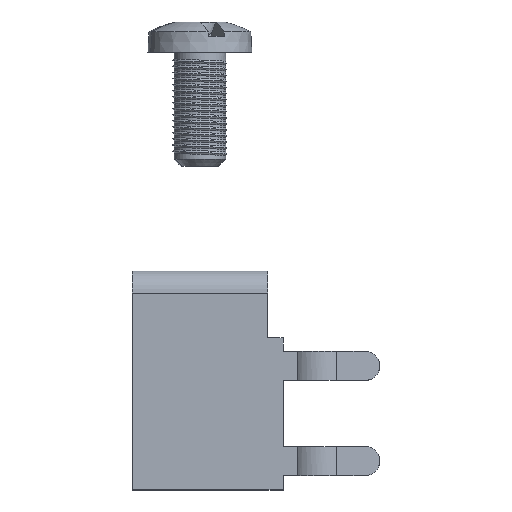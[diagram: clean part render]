
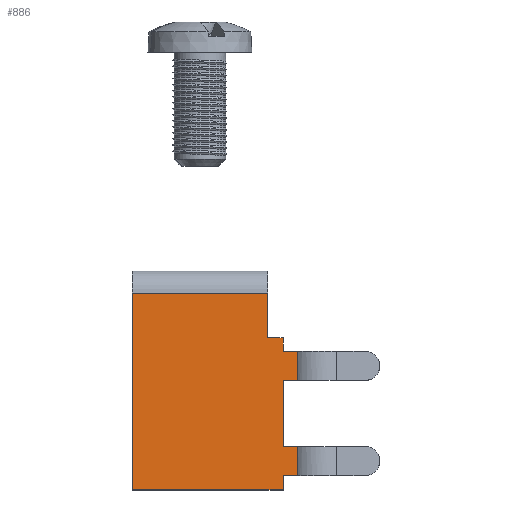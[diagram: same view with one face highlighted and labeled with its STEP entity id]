
A CAD part, left-side view. The second image highlights one B-rep face of the part: STEP entity #886.
In plain terms, the highlighted planar face has unit normal (-1, 0, 0.029).
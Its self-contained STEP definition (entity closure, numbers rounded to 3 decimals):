
#867 = VERTEX_POINT ( 'NONE', #7638 ) ;
#882 = EDGE_CURVE ( 'NONE', #883, #867, #7695, .T. ) ;
#883 = VERTEX_POINT ( 'NONE', #7691 ) ;
#886 = ADVANCED_FACE ( 'NONE', ( #7685 ), #7723, .T. ) ;
#892 = ORIENTED_EDGE ( 'NONE', *, *, #882, .T. ) ;
#893 = ORIENTED_EDGE ( 'NONE', *, *, #894, .T. ) ;
#894 = EDGE_CURVE ( 'NONE', #867, #895, #7704, .T. ) ;
#895 = VERTEX_POINT ( 'NONE', #7754 ) ;
#896 = ORIENTED_EDGE ( 'NONE', *, *, #897, .T. ) ;
#897 = EDGE_CURVE ( 'NONE', #895, #898, #7753, .T. ) ;
#898 = VERTEX_POINT ( 'NONE', #7749 ) ;
#906 = ORIENTED_EDGE ( 'NONE', *, *, #907, .T. ) ;
#907 = EDGE_CURVE ( 'NONE', #898, #908, #7737, .T. ) ;
#908 = VERTEX_POINT ( 'NONE', #7733 ) ;
#909 = ORIENTED_EDGE ( 'NONE', *, *, #910, .T. ) ;
#910 = EDGE_CURVE ( 'NONE', #908, #911, #7732, .T. ) ;
#911 = VERTEX_POINT ( 'NONE', #7728 ) ;
#912 = ORIENTED_EDGE ( 'NONE', *, *, #913, .T. ) ;
#913 = EDGE_CURVE ( 'NONE', #911, #914, #7727, .T. ) ;
#914 = VERTEX_POINT ( 'NONE', #7778 ) ;
#915 = ORIENTED_EDGE ( 'NONE', *, *, #930, .T. ) ;
#930 = EDGE_CURVE ( 'NONE', #914, #931, #7842, .T. ) ;
#931 = VERTEX_POINT ( 'NONE', #7838 ) ;
#932 = ORIENTED_EDGE ( 'NONE', *, *, #933, .T. ) ;
#933 = EDGE_CURVE ( 'NONE', #931, #987, #7837, .T. ) ;
#946 = EDGE_LOOP ( 'NONE', ( #892, #893, #896, #906, #909, #912, #915, #932, #988, #991, #1069, #1031, #1071, #1222 ) ) ;
#987 = VERTEX_POINT ( 'NONE', #8012 ) ;
#988 = ORIENTED_EDGE ( 'NONE', *, *, #989, .T. ) ;
#989 = EDGE_CURVE ( 'NONE', #987, #990, #8070, .T. ) ;
#990 = VERTEX_POINT ( 'NONE', #8066 ) ;
#991 = ORIENTED_EDGE ( 'NONE', *, *, #992, .T. ) ;
#992 = EDGE_CURVE ( 'NONE', #990, #993, #8065, .T. ) ;
#993 = VERTEX_POINT ( 'NONE', #8061 ) ;
#1031 = ORIENTED_EDGE ( 'NONE', *, *, #1032, .T. ) ;
#1032 = EDGE_CURVE ( 'NONE', #1221, #1070, #8141, .T. ) ;
#1035 = VERTEX_POINT ( 'NONE', #8132 ) ;
#1069 = ORIENTED_EDGE ( 'NONE', *, *, #1220, .T. ) ;
#1070 = VERTEX_POINT ( 'NONE', #8271 ) ;
#1071 = ORIENTED_EDGE ( 'NONE', *, *, #1072, .F. ) ;
#1072 = EDGE_CURVE ( 'NONE', #1035, #1070, #8270, .T. ) ;
#1166 = EDGE_CURVE ( 'NONE', #1035, #883, #8549, .T. ) ;
#1220 = EDGE_CURVE ( 'NONE', #993, #1221, #8659, .T. ) ;
#1221 = VERTEX_POINT ( 'NONE', #8655 ) ;
#1222 = ORIENTED_EDGE ( 'NONE', *, *, #1166, .T. ) ;
#6618 = DIRECTION ( 'NONE',  ( 0.03, 0., 1. ) ) ;
#7638 = CARTESIAN_POINT ( 'NONE',  ( -0.966, -2.139, -7.091 ) ) ;
#7685 = FACE_OUTER_BOUND ( 'NONE', #946, .T. ) ;
#7691 = CARTESIAN_POINT ( 'NONE',  ( -0.966, 5.785, -7.091 ) ) ;
#7692 = DIRECTION ( 'NONE',  ( 0., -1., 0. ) ) ;
#7693 = VECTOR ( 'NONE', #7692, 1000. ) ;
#7694 = CARTESIAN_POINT ( 'NONE',  ( -0.966, 5.785, -7.091 ) ) ;
#7695 = LINE ( 'NONE', #7694, #7693 ) ;
#7702 = VECTOR ( 'NONE', #6618, 1000. ) ;
#7703 = CARTESIAN_POINT ( 'NONE',  ( -0.661, -2.139, 3.232 ) ) ;
#7704 = LINE ( 'NONE', #7703, #7702 ) ;
#7719 = DIRECTION ( 'NONE',  ( 0.03, 0., 1. ) ) ;
#7720 = DIRECTION ( 'NONE',  ( -1., 0., 0.03 ) ) ;
#7721 = CARTESIAN_POINT ( 'NONE',  ( -0.661, 5.785, 3.232 ) ) ;
#7722 = AXIS2_PLACEMENT_3D ( 'NONE', #7721, #7720, #7719 ) ;
#7723 = PLANE ( 'NONE',  #7722 ) ;
#7724 = DIRECTION ( 'NONE',  ( 0.03, 0., 1. ) ) ;
#7725 = VECTOR ( 'NONE', #7724, 1000. ) ;
#7726 = CARTESIAN_POINT ( 'NONE',  ( -0.661, -2.139, 3.232 ) ) ;
#7727 = LINE ( 'NONE', #7726, #7725 ) ;
#7728 = CARTESIAN_POINT ( 'NONE',  ( -0.899, -2.139, -4.835 ) ) ;
#7729 = DIRECTION ( 'NONE',  ( 0., 1., 0. ) ) ;
#7730 = VECTOR ( 'NONE', #7729, 1000. ) ;
#7731 = CARTESIAN_POINT ( 'NONE',  ( -0.899, 5.785, -4.835 ) ) ;
#7732 = LINE ( 'NONE', #7731, #7730 ) ;
#7733 = CARTESIAN_POINT ( 'NONE',  ( -0.899, -2.91, -4.835 ) ) ;
#7734 = DIRECTION ( 'NONE',  ( 0.03, 0., 1. ) ) ;
#7735 = VECTOR ( 'NONE', #7734, 1000. ) ;
#7736 = CARTESIAN_POINT ( 'NONE',  ( -0.661, -2.91, 3.232 ) ) ;
#7737 = LINE ( 'NONE', #7736, #7735 ) ;
#7749 = CARTESIAN_POINT ( 'NONE',  ( -0.944, -2.91, -6.359 ) ) ;
#7750 = DIRECTION ( 'NONE',  ( 0., -1., 0. ) ) ;
#7751 = VECTOR ( 'NONE', #7750, 1000. ) ;
#7752 = CARTESIAN_POINT ( 'NONE',  ( -0.944, 5.785, -6.359 ) ) ;
#7753 = LINE ( 'NONE', #7752, #7751 ) ;
#7754 = CARTESIAN_POINT ( 'NONE',  ( -0.944, -2.139, -6.359 ) ) ;
#7778 = CARTESIAN_POINT ( 'NONE',  ( -0.797, -2.139, -1.355 ) ) ;
#7834 = DIRECTION ( 'NONE',  ( 0.03, 0., 1. ) ) ;
#7835 = VECTOR ( 'NONE', #7834, 1000. ) ;
#7836 = CARTESIAN_POINT ( 'NONE',  ( -0.661, -2.91, 3.232 ) ) ;
#7837 = LINE ( 'NONE', #7836, #7835 ) ;
#7838 = CARTESIAN_POINT ( 'NONE',  ( -0.797, -2.91, -1.355 ) ) ;
#7839 = DIRECTION ( 'NONE',  ( 0., -1., 0. ) ) ;
#7840 = VECTOR ( 'NONE', #7839, 1000. ) ;
#7841 = CARTESIAN_POINT ( 'NONE',  ( -0.797, 5.785, -1.355 ) ) ;
#7842 = LINE ( 'NONE', #7841, #7840 ) ;
#8012 = CARTESIAN_POINT ( 'NONE',  ( -0.752, -2.91, 0.169 ) ) ;
#8061 = CARTESIAN_POINT ( 'NONE',  ( -0.73, -2.139, 0.885 ) ) ;
#8062 = DIRECTION ( 'NONE',  ( 0.03, 0., 1. ) ) ;
#8063 = VECTOR ( 'NONE', #8062, 1000. ) ;
#8064 = CARTESIAN_POINT ( 'NONE',  ( -0.661, -2.139, 3.232 ) ) ;
#8065 = LINE ( 'NONE', #8064, #8063 ) ;
#8066 = CARTESIAN_POINT ( 'NONE',  ( -0.752, -2.139, 0.169 ) ) ;
#8067 = DIRECTION ( 'NONE',  ( 0., 1., 0. ) ) ;
#8068 = VECTOR ( 'NONE', #8067, 1000. ) ;
#8069 = CARTESIAN_POINT ( 'NONE',  ( -0.752, 5.785, 0.169 ) ) ;
#8070 = LINE ( 'NONE', #8069, #8068 ) ;
#8132 = CARTESIAN_POINT ( 'NONE',  ( -0.661, 5.785, 3.232 ) ) ;
#8138 = DIRECTION ( 'NONE',  ( 0.03, 0., 1. ) ) ;
#8139 = VECTOR ( 'NONE', #8138, 1000. ) ;
#8140 = CARTESIAN_POINT ( 'NONE',  ( -0.661, -1.327, 3.232 ) ) ;
#8141 = LINE ( 'NONE', #8140, #8139 ) ;
#8267 = DIRECTION ( 'NONE',  ( 0., -1., 0. ) ) ;
#8268 = VECTOR ( 'NONE', #8267, 1000. ) ;
#8269 = CARTESIAN_POINT ( 'NONE',  ( -0.661, 5.785, 3.232 ) ) ;
#8270 = LINE ( 'NONE', #8269, #8268 ) ;
#8271 = CARTESIAN_POINT ( 'NONE',  ( -0.661, -1.327, 3.232 ) ) ;
#8546 = DIRECTION ( 'NONE',  ( -0.03, 0., -1. ) ) ;
#8547 = VECTOR ( 'NONE', #8546, 1000. ) ;
#8548 = CARTESIAN_POINT ( 'NONE',  ( -0.661, 5.785, 3.232 ) ) ;
#8549 = LINE ( 'NONE', #8548, #8547 ) ;
#8655 = CARTESIAN_POINT ( 'NONE',  ( -0.73, -1.327, 0.885 ) ) ;
#8656 = DIRECTION ( 'NONE',  ( 0., 1., 0. ) ) ;
#8657 = VECTOR ( 'NONE', #8656, 1000. ) ;
#8658 = CARTESIAN_POINT ( 'NONE',  ( -0.73, 5.785, 0.885 ) ) ;
#8659 = LINE ( 'NONE', #8658, #8657 ) ;
